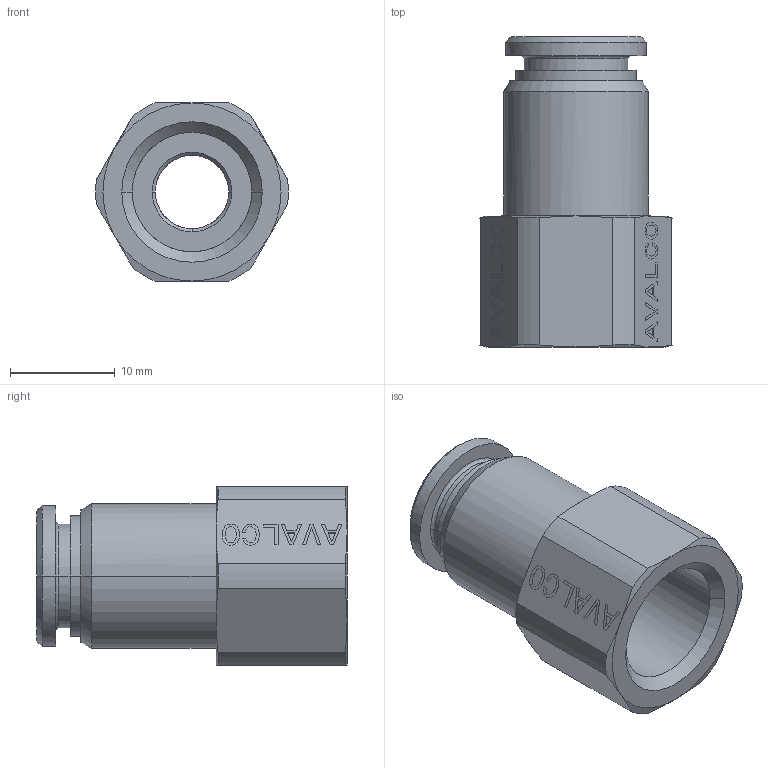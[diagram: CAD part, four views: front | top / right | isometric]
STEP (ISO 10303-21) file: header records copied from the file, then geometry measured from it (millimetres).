
FILE_DESCRIPTION(('CATIA V5 STEP Exchange'),'2;1');
FILE_NAME('PN463B-08G14.stp','2018-04-14T17:45:32+00:00',('none'),('none'),'CATIA Version 5 Release 21 GA (IN-10)','CATIA V5 STEP AP203','none');
FILE_SCHEMA(('CONFIG_CONTROL_DESIGN'));
Length unit declared in the file: millimetre
Products named in the file (1): PN463B-08G14
Bounding box: 18.38 x 29.6 x 17 mm (x, y, z)
Volume: 3353.3 mm3; surface area: 2886.2 mm2
Topology: 1 solids, 1 shells, 407 faces, 1081 edges, 710 vertices
Faces by surface type: plane 351, cone 30, cylinder 22, torus 4
Entity records: 12419 total; most frequent: CARTESIAN_POINT 2567, ORIENTED_EDGE 2162, DIRECTION 1738, EDGE_CURVE 1081, VECTOR 973, LINE 973, VERTEX_POINT 710, EDGE_LOOP 443
